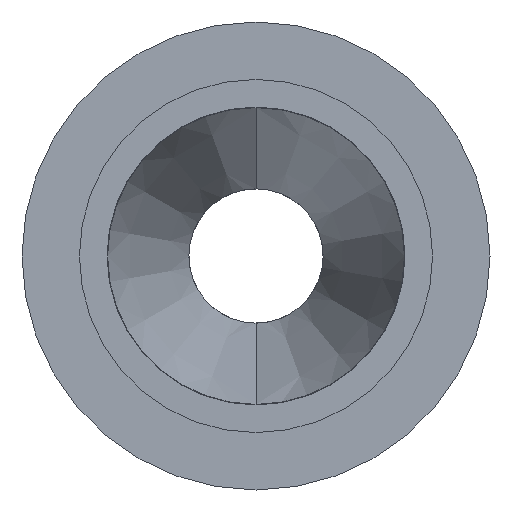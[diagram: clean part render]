
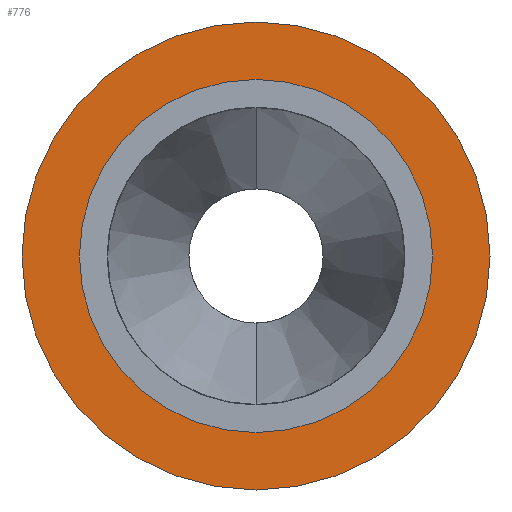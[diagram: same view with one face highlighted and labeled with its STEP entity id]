
A CAD part, left-side view. The second image highlights one B-rep face of the part: STEP entity #776.
In plain terms, the highlighted planar face has unit normal (-1, 0, 0).
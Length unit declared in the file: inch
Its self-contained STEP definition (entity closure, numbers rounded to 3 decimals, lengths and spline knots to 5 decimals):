
#53 = AXIS2_PLACEMENT_3D ( 'NONE', #423, #850, #825 ) ;
#119 = DIRECTION ( 'NONE',  ( -1., 0., 0. ) ) ;
#124 = DIRECTION ( 'NONE',  ( 0., 0., 1. ) ) ;
#147 = AXIS2_PLACEMENT_3D ( 'NONE', #545, #962, #124 ) ;
#150 = ORIENTED_EDGE ( 'NONE', *, *, #1207, .F. ) ;
#151 = VERTEX_POINT ( 'NONE', #809 ) ;
#192 = CARTESIAN_POINT ( 'NONE',  ( 0., 0., 0. ) ) ;
#216 = DIRECTION ( 'NONE',  ( 0., 0., 1. ) ) ;
#278 = ORIENTED_EDGE ( 'NONE', *, *, #1243, .T. ) ;
#287 = EDGE_CURVE ( 'NONE', #387, #1294, #1003, .T. ) ;
#315 = CARTESIAN_POINT ( 'NONE',  ( 0., 0., -0.815 ) ) ;
#328 = PLANE ( 'NONE',  #1068 ) ;
#331 = CARTESIAN_POINT ( 'NONE',  ( 0., 0., -1.08 ) ) ;
#340 = AXIS2_PLACEMENT_3D ( 'NONE', #192, #119, #216 ) ;
#387 = VERTEX_POINT ( 'NONE', #549 ) ;
#423 = CARTESIAN_POINT ( 'NONE',  ( 0., 0., 0. ) ) ;
#424 = ORIENTED_EDGE ( 'NONE', *, *, #287, .T. ) ;
#509 = FACE_OUTER_BOUND ( 'NONE', #741, .T. ) ;
#545 = CARTESIAN_POINT ( 'NONE',  ( 0., 0., 0. ) ) ;
#549 = CARTESIAN_POINT ( 'NONE',  ( 0., 0., 1.08 ) ) ;
#558 = DIRECTION ( 'NONE',  ( -1., 0., 0. ) ) ;
#597 = EDGE_CURVE ( 'NONE', #151, #1176, #1106, .T. ) ;
#659 = EDGE_LOOP ( 'NONE', ( #1244, #150 ) ) ;
#741 = EDGE_LOOP ( 'NONE', ( #424, #278 ) ) ;
#776 = ADVANCED_FACE ( 'NONE', ( #839, #509 ), #328, .F. ) ;
#778 = DIRECTION ( 'NONE',  ( 0., 0., 1. ) ) ;
#782 = CIRCLE ( 'NONE', #53, 1.08 ) ;
#809 = CARTESIAN_POINT ( 'NONE',  ( 0., 0., 0.815 ) ) ;
#813 = AXIS2_PLACEMENT_3D ( 'NONE', #1185, #558, #778 ) ;
#825 = DIRECTION ( 'NONE',  ( 0., 0., 1. ) ) ;
#839 = FACE_BOUND ( 'NONE', #659, .T. ) ;
#848 = CARTESIAN_POINT ( 'NONE',  ( 0., 0.815, 0. ) ) ;
#850 = DIRECTION ( 'NONE',  ( -1., 0., 0. ) ) ;
#952 = DIRECTION ( 'NONE',  ( 1., 0., 0. ) ) ;
#962 = DIRECTION ( 'NONE',  ( -1., 0., 0. ) ) ;
#1003 = CIRCLE ( 'NONE', #340, 1.08 ) ;
#1068 = AXIS2_PLACEMENT_3D ( 'NONE', #848, #952, #1268 ) ;
#1106 = CIRCLE ( 'NONE', #813, 0.815 ) ;
#1176 = VERTEX_POINT ( 'NONE', #315 ) ;
#1185 = CARTESIAN_POINT ( 'NONE',  ( 0., 0., 0. ) ) ;
#1207 = EDGE_CURVE ( 'NONE', #1176, #151, #1236, .T. ) ;
#1236 = CIRCLE ( 'NONE', #147, 0.815 ) ;
#1243 = EDGE_CURVE ( 'NONE', #1294, #387, #782, .T. ) ;
#1244 = ORIENTED_EDGE ( 'NONE', *, *, #597, .F. ) ;
#1268 = DIRECTION ( 'NONE',  ( 0., 0., -1. ) ) ;
#1294 = VERTEX_POINT ( 'NONE', #331 ) ;
